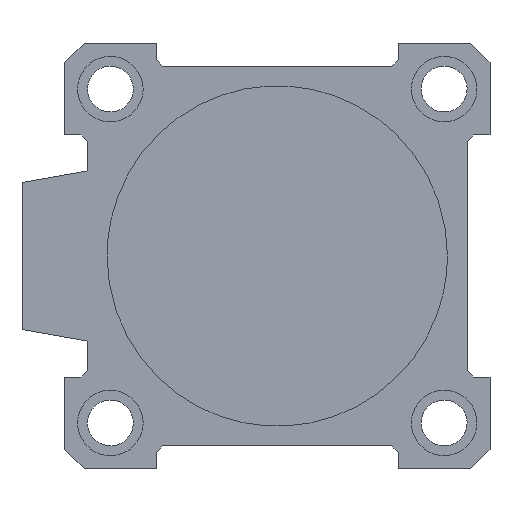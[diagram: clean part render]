
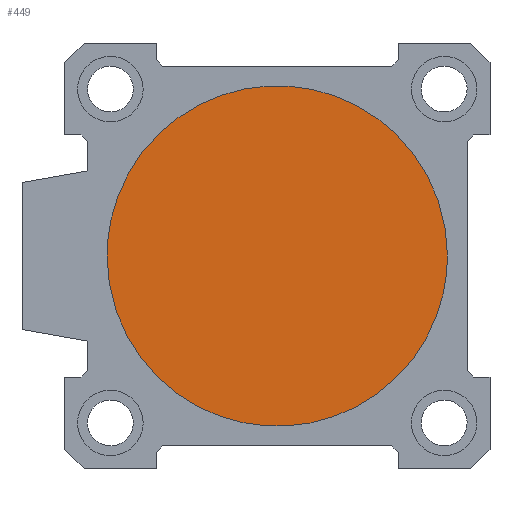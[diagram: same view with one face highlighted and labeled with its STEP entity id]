
A CAD part, front view. The second image highlights one B-rep face of the part: STEP entity #449.
In plain terms, the highlighted free-form (B-spline) face has degree [1, 1] with [2, 2] control points.
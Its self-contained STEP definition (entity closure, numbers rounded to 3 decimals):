
#393 = VERTEX_POINT('',#394);
#394 = CARTESIAN_POINT('',(31.154,4.194,0.));
#399 = EDGE_CURVE('',#393,#400,#402,.T.);
#400 = VERTEX_POINT('',#401);
#401 = CARTESIAN_POINT('',(-31.154,4.194,0.));
#402 = ( BOUNDED_CURVE() B_SPLINE_CURVE(2,(#403,#404,#405,#406,#407),
.UNSPECIFIED.,.F.,.F.) B_SPLINE_CURVE_WITH_KNOTS((3,2,3),(0.,
1.571,3.142),.PIECEWISE_BEZIER_KNOTS.) CURVE() 
GEOMETRIC_REPRESENTATION_ITEM() RATIONAL_B_SPLINE_CURVE((1.,
0.707,1.,0.707,1.)) REPRESENTATION_ITEM('') );
#403 = CARTESIAN_POINT('',(31.154,4.194,0.));
#404 = CARTESIAN_POINT('',(31.154,4.194,
    31.154));
#405 = CARTESIAN_POINT('',(0.,4.194,
    31.154));
#406 = CARTESIAN_POINT('',(-31.154,4.194,31.154
    ));
#407 = CARTESIAN_POINT('',(-31.154,4.194,
    0.));
#430 = EDGE_CURVE('',#400,#393,#431,.T.);
#431 = ( BOUNDED_CURVE() B_SPLINE_CURVE(2,(#432,#433,#434,#435,#436),
.UNSPECIFIED.,.F.,.F.) B_SPLINE_CURVE_WITH_KNOTS((3,2,3),(0.,
1.571,3.142),.PIECEWISE_BEZIER_KNOTS.) CURVE() 
GEOMETRIC_REPRESENTATION_ITEM() RATIONAL_B_SPLINE_CURVE((1.,
0.707,1.,0.707,1.)) REPRESENTATION_ITEM('') );
#432 = CARTESIAN_POINT('',(-31.154,4.194,0.));
#433 = CARTESIAN_POINT('',(-31.154,4.194,-31.154)
  );
#434 = CARTESIAN_POINT('',(0.,4.194,
    -31.154));
#435 = CARTESIAN_POINT('',(31.154,4.194,-31.154
    ));
#436 = CARTESIAN_POINT('',(31.154,4.194,
    0.));
#449 = ADVANCED_FACE('',(#450),#454,.T.);
#450 = FACE_BOUND('',#451,.F.);
#451 = EDGE_LOOP('',(#452,#453));
#452 = ORIENTED_EDGE('',*,*,#399,.F.);
#453 = ORIENTED_EDGE('',*,*,#430,.F.);
#454 = B_SPLINE_SURFACE_WITH_KNOTS('',1,1,(
    (#455,#456)
    ,(#457,#458
    )),.UNSPECIFIED.,.F.,.F.,.F.,(2,2),(2,2),(-26.,26.),(-26.,26.),
  .PIECEWISE_BEZIER_KNOTS.);
#455 = CARTESIAN_POINT('',(-31.154,4.194,-31.154)
  );
#456 = CARTESIAN_POINT('',(-31.154,4.194,31.154
    ));
#457 = CARTESIAN_POINT('',(31.154,4.194,-31.154
    ));
#458 = CARTESIAN_POINT('',(31.154,4.194,
    31.154));
